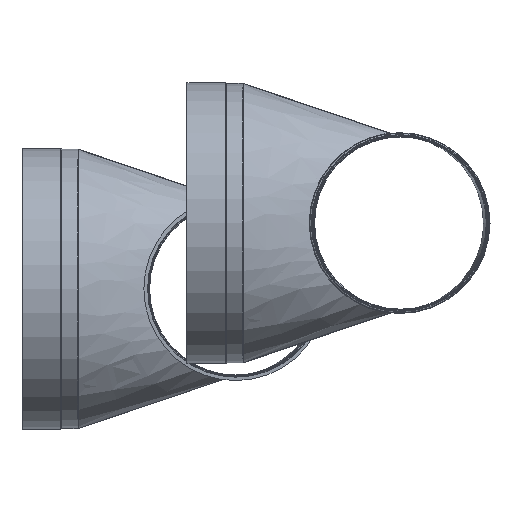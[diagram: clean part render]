
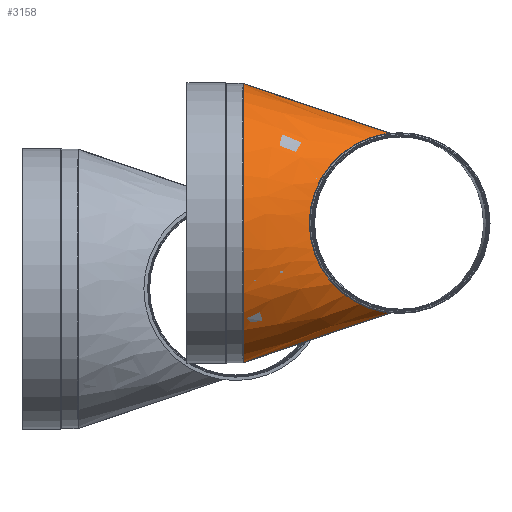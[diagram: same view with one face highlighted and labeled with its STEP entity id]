
A CAD part, left-side view. The second image highlights one B-rep face of the part: STEP entity #3158.
In plain terms, the highlighted free-form (B-spline) face has degree [3, 3] with [18, 4] control points.
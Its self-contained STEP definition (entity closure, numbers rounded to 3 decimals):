
#539=ELLIPSE('',#3655,220.341,158.5);
#767=CIRCLE('',#3654,251.);
#796=B_SPLINE_SURFACE_WITH_KNOTS('',3,3,((#7454,#7455,#7456,#7457),(#7458,
#7459,#7460,#7461),(#7462,#7463,#7464,#7465),(#7466,#7467,#7468,#7469),
(#7470,#7471,#7472,#7473),(#7474,#7475,#7476,#7477),(#7478,#7479,#7480,
#7481),(#7482,#7483,#7484,#7485),(#7486,#7487,#7488,#7489),(#7490,#7491,
#7492,#7493),(#7494,#7495,#7496,#7497),(#7498,#7499,#7500,#7501),(#7502,
#7503,#7504,#7505),(#7506,#7507,#7508,#7509),(#7510,#7511,#7512,#7513),
(#7514,#7515,#7516,#7517),(#7518,#7519,#7520,#7521),(#7522,#7523,#7524,
#7525)),.UNSPECIFIED.,.F.,.F.,.F.,(4,1,1,1,1,1,1,1,1,1,1,1,1,1,1,4),(4,
4),(0.,0.071,0.143,0.19,0.286,
0.333,0.381,0.429,0.524,
0.571,0.619,0.714,0.786,
0.857,0.929,1.),(0.,1.),.UNSPECIFIED.);
#1194=FACE_OUTER_BOUND('',#1676,.T.);
#1676=EDGE_LOOP('',(#2863,#2864,#2865,#2866));
#1722=LINE('',#7530,#1740);
#1723=LINE('',#7533,#1741);
#1740=VECTOR('',#4657,289.192);
#1741=VECTOR('',#4660,289.192);
#2000=VERTEX_POINT('',#7526);
#2001=VERTEX_POINT('',#7527);
#2002=VERTEX_POINT('',#7529);
#2003=VERTEX_POINT('',#7531);
#2290=EDGE_CURVE('',#2000,#2001,#767,.T.);
#2291=EDGE_CURVE('',#2001,#2002,#1722,.T.);
#2292=EDGE_CURVE('',#2003,#2002,#539,.T.);
#2293=EDGE_CURVE('',#2000,#2003,#1723,.T.);
#2863=ORIENTED_EDGE('',*,*,#2290,.T.);
#2864=ORIENTED_EDGE('',*,*,#2291,.T.);
#2865=ORIENTED_EDGE('',*,*,#2292,.F.);
#2866=ORIENTED_EDGE('',*,*,#2293,.F.);
#3158=ADVANCED_FACE('',(#1194),#796,.T.);
#3654=AXIS2_PLACEMENT_3D('',#7528,#4655,#4656);
#3655=AXIS2_PLACEMENT_3D('',#7532,#4658,#4659);
#4655=DIRECTION('center_axis',(0.,1.,0.));
#4656=DIRECTION('ref_axis',(0.,0.,-1.));
#4657=DIRECTION('',(0.,-0.947,-0.32));
#4658=DIRECTION('center_axis',(0.695,0.719,0.));
#4659=DIRECTION('ref_axis',(-0.719,0.695,0.));
#4660=DIRECTION('',(0.,-0.947,0.32));
#7454=CARTESIAN_POINT('Ctrl Pts',(0.,274.,-251.));
#7455=CARTESIAN_POINT('Ctrl Pts',(0.,182.667,
-220.167));
#7456=CARTESIAN_POINT('Ctrl Pts',(0.,91.333,
-189.333));
#7457=CARTESIAN_POINT('Ctrl Pts',(0.,0.,
-158.5));
#7458=CARTESIAN_POINT('Ctrl Pts',(-18.775,274.,-251.));
#7459=CARTESIAN_POINT('Ctrl Pts',(-16.469,186.482,-220.167));
#7460=CARTESIAN_POINT('Ctrl Pts',(-14.162,98.967,-189.333));
#7461=CARTESIAN_POINT('Ctrl Pts',(-11.856,11.449,-158.5));
#7462=CARTESIAN_POINT('Ctrl Pts',(-56.326,274.,-246.773));
#7463=CARTESIAN_POINT('Ctrl Pts',(-49.406,194.117,-216.458));
#7464=CARTESIAN_POINT('Ctrl Pts',(-42.488,114.231,-186.145));
#7465=CARTESIAN_POINT('Ctrl Pts',(-35.568,34.348,-155.831));
#7466=CARTESIAN_POINT('Ctrl Pts',(-103.874,274.,-230.125));
#7467=CARTESIAN_POINT('Ctrl Pts',(-91.114,203.781,-201.856));
#7468=CARTESIAN_POINT('Ctrl Pts',(-78.354,133.562,-173.587));
#7469=CARTESIAN_POINT('Ctrl Pts',(-65.594,63.343,-145.318));
#7470=CARTESIAN_POINT('Ctrl Pts',(-152.797,274.,-201.891));
#7471=CARTESIAN_POINT('Ctrl Pts',(-134.027,213.726,-177.09));
#7472=CARTESIAN_POINT('Ctrl Pts',(-115.258,153.451,-152.29));
#7473=CARTESIAN_POINT('Ctrl Pts',(-96.488,93.177,-127.489));
#7474=CARTESIAN_POINT('Ctrl Pts',(-189.91,274.,-167.461));
#7475=CARTESIAN_POINT('Ctrl Pts',(-166.582,221.269,-146.89));
#7476=CARTESIAN_POINT('Ctrl Pts',(-143.252,168.539,-126.318));
#7477=CARTESIAN_POINT('Ctrl Pts',(-119.924,115.809,-105.747));
#7478=CARTESIAN_POINT('Ctrl Pts',(-218.185,274.,-125.967));
#7479=CARTESIAN_POINT('Ctrl Pts',(-191.382,227.017,-110.494));
#7480=CARTESIAN_POINT('Ctrl Pts',(-164.58,180.034,-95.019));
#7481=CARTESIAN_POINT('Ctrl Pts',(-137.778,133.051,-79.545));
#7482=CARTESIAN_POINT('Ctrl Pts',(-234.522,274.,-92.045));
#7483=CARTESIAN_POINT('Ctrl Pts',(-205.713,230.337,-80.738));
#7484=CARTESIAN_POINT('Ctrl Pts',(-176.903,186.676,-69.431));
#7485=CARTESIAN_POINT('Ctrl Pts',(-148.094,143.013,-58.124));
#7486=CARTESIAN_POINT('Ctrl Pts',(-249.33,274.,-44.069));
#7487=CARTESIAN_POINT('Ctrl Pts',(-218.702,233.348,-38.655));
#7488=CARTESIAN_POINT('Ctrl Pts',(-188.074,192.695,-33.242));
#7489=CARTESIAN_POINT('Ctrl Pts',(-157.446,152.043,-27.828));
#7490=CARTESIAN_POINT('Ctrl Pts',(-253.118,274.,6.415));
#7491=CARTESIAN_POINT('Ctrl Pts',(-222.024,234.118,5.627));
#7492=CARTESIAN_POINT('Ctrl Pts',(-190.931,194.235,4.839));
#7493=CARTESIAN_POINT('Ctrl Pts',(-159.837,154.353,4.051));
#7494=CARTESIAN_POINT('Ctrl Pts',(-245.615,274.,56.06));
#7495=CARTESIAN_POINT('Ctrl Pts',(-215.443,232.592,49.174));
#7496=CARTESIAN_POINT('Ctrl Pts',(-185.271,191.186,42.287));
#7497=CARTESIAN_POINT('Ctrl Pts',(-155.099,149.778,35.401));
#7498=CARTESIAN_POINT('Ctrl Pts',(-230.834,274.,104.042));
#7499=CARTESIAN_POINT('Ctrl Pts',(-202.477,229.589,91.262));
#7500=CARTESIAN_POINT('Ctrl Pts',(-174.122,185.176,78.481));
#7501=CARTESIAN_POINT('Ctrl Pts',(-145.766,140.764,65.7));
#7502=CARTESIAN_POINT('Ctrl Pts',(-202.356,274.,153.368));
#7503=CARTESIAN_POINT('Ctrl Pts',(-177.498,223.799,134.528));
#7504=CARTESIAN_POINT('Ctrl Pts',(-152.64,173.599,115.688));
#7505=CARTESIAN_POINT('Ctrl Pts',(-127.783,123.398,96.848));
#7506=CARTESIAN_POINT('Ctrl Pts',(-157.811,274.,197.891));
#7507=CARTESIAN_POINT('Ctrl Pts',(-138.425,214.745,173.582));
#7508=CARTESIAN_POINT('Ctrl Pts',(-119.04,155.49,149.273));
#7509=CARTESIAN_POINT('Ctrl Pts',(-99.654,96.235,124.963));
#7510=CARTESIAN_POINT('Ctrl Pts',(-109.825,274.,228.051));
#7511=CARTESIAN_POINT('Ctrl Pts',(-96.334,204.991,200.036));
#7512=CARTESIAN_POINT('Ctrl Pts',(-82.843,135.981,172.022));
#7513=CARTESIAN_POINT('Ctrl Pts',(-69.352,66.972,144.008));
#7514=CARTESIAN_POINT('Ctrl Pts',(-56.322,274.,246.769));
#7515=CARTESIAN_POINT('Ctrl Pts',(-49.404,194.115,216.456));
#7516=CARTESIAN_POINT('Ctrl Pts',(-42.485,114.231,186.142));
#7517=CARTESIAN_POINT('Ctrl Pts',(-35.566,34.346,155.828));
#7518=CARTESIAN_POINT('Ctrl Pts',(-18.775,274.,251.));
#7519=CARTESIAN_POINT('Ctrl Pts',(-16.468,186.483,220.166));
#7520=CARTESIAN_POINT('Ctrl Pts',(-14.162,98.966,189.334));
#7521=CARTESIAN_POINT('Ctrl Pts',(-11.856,11.449,158.5));
#7522=CARTESIAN_POINT('Ctrl Pts',(0.,274.,251.));
#7523=CARTESIAN_POINT('Ctrl Pts',(0.,182.667,
220.167));
#7524=CARTESIAN_POINT('Ctrl Pts',(0.,91.333,
189.333));
#7525=CARTESIAN_POINT('Ctrl Pts',(0.,0.,
158.5));
#7526=CARTESIAN_POINT('',(0.,274.,-251.));
#7527=CARTESIAN_POINT('',(0.,274.,251.));
#7528=CARTESIAN_POINT('Origin',(0.,274.,0.));
#7529=CARTESIAN_POINT('',(0.,0.,158.5));
#7530=CARTESIAN_POINT('',(0.,274.,251.));
#7531=CARTESIAN_POINT('',(0.,0.,-158.5));
#7532=CARTESIAN_POINT('Origin',(0.,0.,0.));
#7533=CARTESIAN_POINT('',(0.,274.,-251.));
